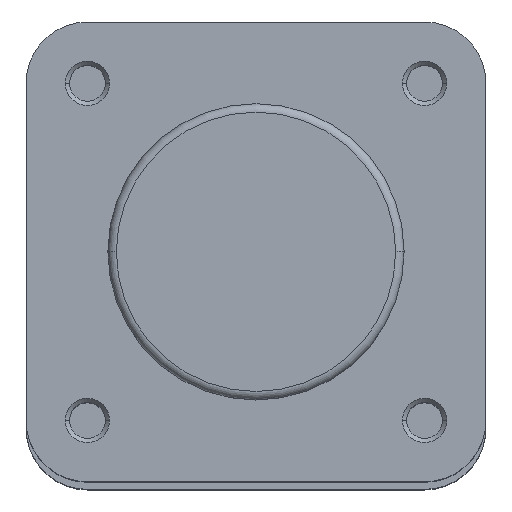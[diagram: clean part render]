
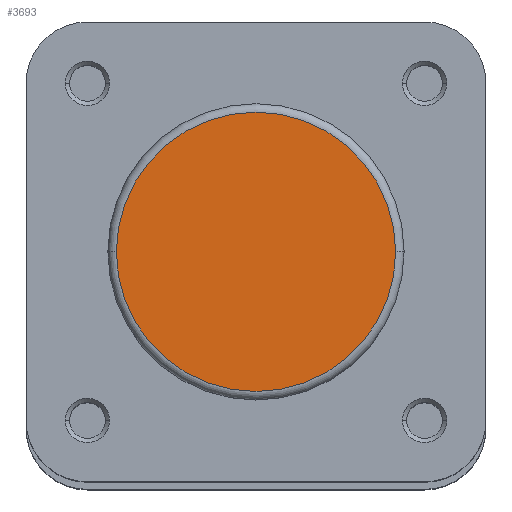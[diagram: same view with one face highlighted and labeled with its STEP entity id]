
A CAD part, top view. The second image highlights one B-rep face of the part: STEP entity #3693.
In plain terms, the highlighted planar face has unit normal (0, 0, 1).
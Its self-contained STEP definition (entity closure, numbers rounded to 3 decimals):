
#5 = VERTEX_POINT ( 'NONE', #4757 ) ;
#213 = EDGE_CURVE ( 'NONE', #5, #1953, #729, .T. ) ;
#242 = EDGE_CURVE ( 'NONE', #1953, #5, #3466, .T. ) ;
#442 = AXIS2_PLACEMENT_3D ( 'NONE', #2577, #2578, #2579 ) ;
#446 = AXIS2_PLACEMENT_3D ( 'NONE', #2638, #2646, #2647 ) ;
#583 = AXIS2_PLACEMENT_3D ( 'NONE', #1502, #1510, #1511 ) ;
#729 = CIRCLE ( 'NONE', #442, 16.4 ) ;
#989 = FACE_OUTER_BOUND ( 'NONE', #4488, .T. ) ;
#1498 = PLANE ( 'NONE',  #583 ) ;
#1502 = CARTESIAN_POINT ( 'NONE',  ( 0., 17.4, 0. ) ) ;
#1510 = DIRECTION ( 'NONE',  ( 0., 0., -1. ) ) ;
#1511 = DIRECTION ( 'NONE',  ( -1., 0., 0. ) ) ;
#1953 = VERTEX_POINT ( 'NONE', #2948 ) ;
#2577 = CARTESIAN_POINT ( 'NONE',  ( 0., 0., 0. ) ) ;
#2578 = DIRECTION ( 'NONE',  ( 0., 0., 1. ) ) ;
#2579 = DIRECTION ( 'NONE',  ( -1., 0., 0. ) ) ;
#2638 = CARTESIAN_POINT ( 'NONE',  ( 0., 0., 0. ) ) ;
#2646 = DIRECTION ( 'NONE',  ( 0., 0., 1. ) ) ;
#2647 = DIRECTION ( 'NONE',  ( -1., 0., 0. ) ) ;
#2948 = CARTESIAN_POINT ( 'NONE',  ( -16.4, 0., 0. ) ) ;
#3466 = CIRCLE ( 'NONE', #446, 16.4 ) ;
#3693 = ADVANCED_FACE ( 'NONE', ( #989 ), #1498, .F. ) ;
#4200 = ORIENTED_EDGE ( 'NONE', *, *, #213, .T. ) ;
#4201 = ORIENTED_EDGE ( 'NONE', *, *, #242, .T. ) ;
#4488 = EDGE_LOOP ( 'NONE', ( #4201, #4200 ) ) ;
#4757 = CARTESIAN_POINT ( 'NONE',  ( 16.4, 0., 0. ) ) ;
